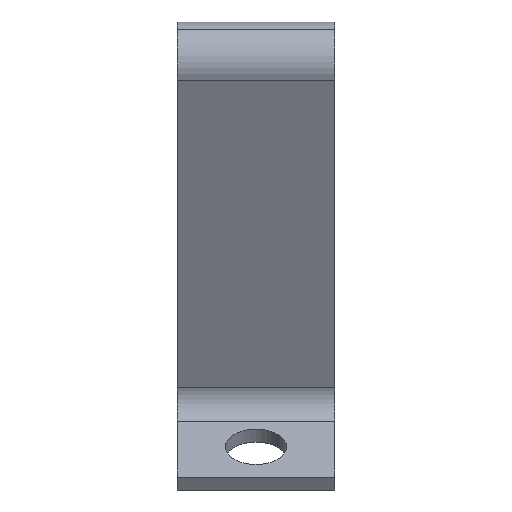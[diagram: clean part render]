
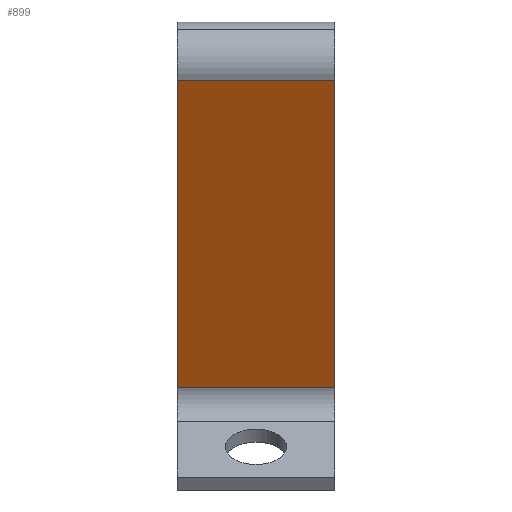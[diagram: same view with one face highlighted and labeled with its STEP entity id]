
A CAD part, front view. The second image highlights one B-rep face of the part: STEP entity #899.
In plain terms, the highlighted planar face has unit normal (0, -0.879, -0.477).
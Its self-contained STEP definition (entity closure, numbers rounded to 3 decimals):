
#886=AXIS2_PLACEMENT_3D('Plane Axis2P3D',#883,#884,#885) ;
#217=CARTESIAN_POINT('Vertex',(0.,19.521,11.682)) ;
#220=CARTESIAN_POINT('Line Origine',(0.,10.032,29.181)) ;
#224=CARTESIAN_POINT('Vertex',(0.,0.544,46.68)) ;
#313=CARTESIAN_POINT('Vertex',(18.,0.544,46.68)) ;
#316=CARTESIAN_POINT('Line Origine',(18.,10.032,29.181)) ;
#320=CARTESIAN_POINT('Vertex',(18.,19.521,11.682)) ;
#871=CARTESIAN_POINT('Line Origine',(18.,19.521,11.682)) ;
#883=CARTESIAN_POINT('Axis2P3D Location',(18.,0.544,46.68)) ;
#888=CARTESIAN_POINT('Line Origine',(9.,0.544,46.68)) ;
#221=DIRECTION('Vector Direction',(0.,0.477,-0.879)) ;
#317=DIRECTION('Vector Direction',(0.,0.477,-0.879)) ;
#872=DIRECTION('Vector Direction',(1.,0.,0.)) ;
#884=DIRECTION('Axis2P3D Direction',(-0.,0.879,0.477)) ;
#885=DIRECTION('Axis2P3D XDirection',(0.,-0.477,0.879)) ;
#889=DIRECTION('Vector Direction',(-1.,0.,0.)) ;
#222=VECTOR('Line Direction',#221,1.) ;
#318=VECTOR('Line Direction',#317,1.) ;
#873=VECTOR('Line Direction',#872,1.) ;
#890=VECTOR('Line Direction',#889,1.) ;
#894=ORIENTED_EDGE('',*,*,#226,.T.) ;
#895=ORIENTED_EDGE('',*,*,#875,.F.) ;
#896=ORIENTED_EDGE('',*,*,#322,.F.) ;
#897=ORIENTED_EDGE('',*,*,#892,.T.) ;
#899=ADVANCED_FACE('_TSTW 5/M5 0178100000',(#898),#887,.F.) ;
#226=EDGE_CURVE('',#225,#218,#223,.T.) ;
#322=EDGE_CURVE('',#314,#321,#319,.T.) ;
#875=EDGE_CURVE('',#321,#218,#874,.F.) ;
#892=EDGE_CURVE('',#314,#225,#891,.T.) ;
#893=EDGE_LOOP('',(#894,#895,#896,#897)) ;
#898=FACE_OUTER_BOUND('',#893,.T.) ;
#223=LINE('Line',#220,#222) ;
#319=LINE('Line',#316,#318) ;
#874=LINE('Line',#871,#873) ;
#891=LINE('Line',#888,#890) ;
#887=PLANE('',#886) ;
#218=VERTEX_POINT('',#217) ;
#225=VERTEX_POINT('',#224) ;
#314=VERTEX_POINT('',#313) ;
#321=VERTEX_POINT('',#320) ;
